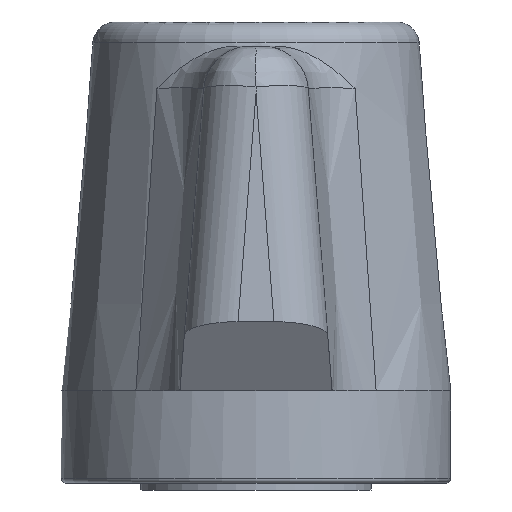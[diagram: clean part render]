
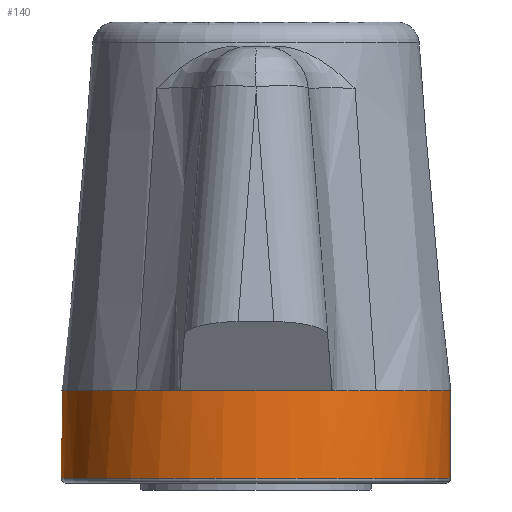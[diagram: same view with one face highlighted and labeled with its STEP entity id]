
A CAD part, front view. The second image highlights one B-rep face of the part: STEP entity #140.
In plain terms, the highlighted cylindrical face has radius 8.45 mm (diameter 16.9 mm), a full revolution.
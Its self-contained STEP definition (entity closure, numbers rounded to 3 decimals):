
#140 = ADVANCED_FACE( '', ( #294, #295 ), #296, .T. );
#294 = FACE_OUTER_BOUND( '', #1100, .T. );
#295 = FACE_OUTER_BOUND( '', #1101, .T. );
#296 = CYLINDRICAL_SURFACE( '', #1102, 8.45 );
#1100 = EDGE_LOOP( '', ( #1588 ) );
#1101 = EDGE_LOOP( '', ( #1589, #1590, #1591, #1592 ) );
#1102 = AXIS2_PLACEMENT_3D( '', #1593, #1594, #1595 );
#1588 = ORIENTED_EDGE( '', *, *, #1711, .T. );
#1589 = ORIENTED_EDGE( '', *, *, #1708, .F. );
#1590 = ORIENTED_EDGE( '', *, *, #1784, .F. );
#1591 = ORIENTED_EDGE( '', *, *, #1721, .F. );
#1592 = ORIENTED_EDGE( '', *, *, #1786, .F. );
#1593 = CARTESIAN_POINT( '', ( 0., 0., 20. ) );
#1594 = DIRECTION( '', ( 0., 0., -1. ) );
#1595 = DIRECTION( '', ( 1., 0., 0. ) );
#1708 = EDGE_CURVE( '', #1878, #1835, #1880, .T. );
#1711 = EDGE_CURVE( '', #1884, #1884, #1885, .T. );
#1721 = EDGE_CURVE( '', #1898, #1900, #1901, .T. );
#1784 = EDGE_CURVE( '', #1900, #1878, #1985, .T. );
#1786 = EDGE_CURVE( '', #1835, #1898, #1987, .T. );
#1835 = VERTEX_POINT( '', #2041 );
#1878 = VERTEX_POINT( '', #2253 );
#1880 = CIRCLE( '', #2283, 8.45 );
#1884 = VERTEX_POINT( '', #2287 );
#1885 = CIRCLE( '', #2288, 8.45 );
#1898 = VERTEX_POINT( '', #2307 );
#1900 = VERTEX_POINT( '', #2337 );
#1901 = CIRCLE( '', #2338, 8.45 );
#1985 = CIRCLE( '', #2702, 8.45 );
#1987 = CIRCLE( '', #2743, 8.45 );
#2041 = CARTESIAN_POINT( '', ( -5.21, 6.653, 4. ) );
#2253 = CARTESIAN_POINT( '', ( 5.21, 6.653, 4. ) );
#2283 = AXIS2_PLACEMENT_3D( '', #2848, #2849, #2850 );
#2287 = CARTESIAN_POINT( '', ( 8.45, 0., 0.2 ) );
#2288 = AXIS2_PLACEMENT_3D( '', #2854, #2855, #2856 );
#2307 = CARTESIAN_POINT( '', ( -5.21, -6.653, 4. ) );
#2337 = CARTESIAN_POINT( '', ( 5.21, -6.653, 4. ) );
#2338 = AXIS2_PLACEMENT_3D( '', #2863, #2864, #2865 );
#2702 = AXIS2_PLACEMENT_3D( '', #2925, #2926, #2927 );
#2743 = AXIS2_PLACEMENT_3D( '', #2928, #2929, #2930 );
#2848 = CARTESIAN_POINT( '', ( 0., 0., 4. ) );
#2849 = DIRECTION( '', ( 0., 0., 1. ) );
#2850 = DIRECTION( '', ( 1., 0., 0. ) );
#2854 = CARTESIAN_POINT( '', ( 0., 0., 0.2 ) );
#2855 = DIRECTION( '', ( 0., 0., 1. ) );
#2856 = DIRECTION( '', ( 1., 0., 0. ) );
#2863 = CARTESIAN_POINT( '', ( 0., 0., 4. ) );
#2864 = DIRECTION( '', ( 0., 0., 1. ) );
#2865 = DIRECTION( '', ( 1., 0., 0. ) );
#2925 = CARTESIAN_POINT( '', ( 0., 0., 4. ) );
#2926 = DIRECTION( '', ( 0., 0., 1. ) );
#2927 = DIRECTION( '', ( 1., 0., 0. ) );
#2928 = CARTESIAN_POINT( '', ( 0., 0., 4. ) );
#2929 = DIRECTION( '', ( 0., 0., 1. ) );
#2930 = DIRECTION( '', ( 1., 0., 0. ) );
